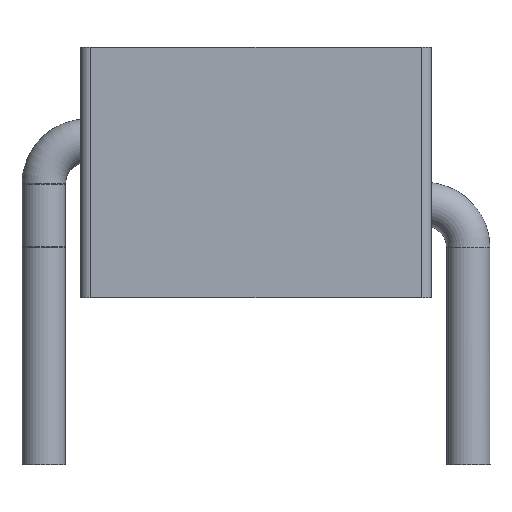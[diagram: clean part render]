
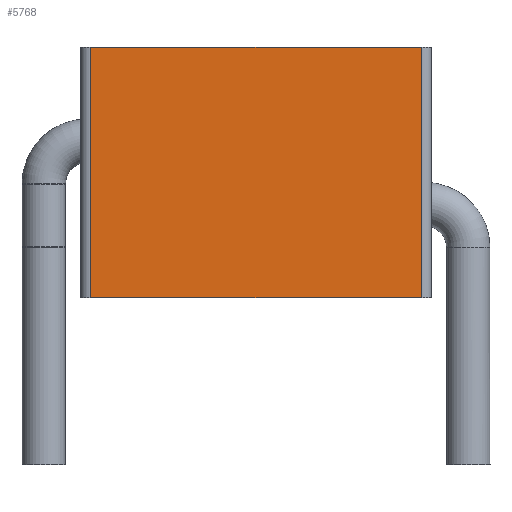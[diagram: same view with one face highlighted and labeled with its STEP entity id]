
A CAD part, front view. The second image highlights one B-rep face of the part: STEP entity #5768.
In plain terms, the highlighted planar face has unit normal (0, -1, 0).
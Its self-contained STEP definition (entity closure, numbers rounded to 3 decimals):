
#63=LINE('',#8562,#428);
#104=LINE('',#8658,#469);
#108=LINE('',#8667,#473);
#109=LINE('',#8669,#474);
#428=VECTOR('',#6289,1000.);
#469=VECTOR('',#6370,1000.);
#473=VECTOR('',#6382,1000.);
#474=VECTOR('',#6385,1000.);
#1366=ORIENTED_EDGE('',*,*,#2508,.T.);
#1367=ORIENTED_EDGE('',*,*,#2502,.T.);
#1368=ORIENTED_EDGE('',*,*,#2507,.T.);
#1369=ORIENTED_EDGE('',*,*,#2455,.T.);
#2455=EDGE_CURVE('',#3059,#3058,#63,.T.);
#2502=EDGE_CURVE('',#3094,#3093,#104,.T.);
#2507=EDGE_CURVE('',#3093,#3059,#108,.T.);
#2508=EDGE_CURVE('',#3058,#3094,#109,.F.);
#3058=VERTEX_POINT('',#8561);
#3059=VERTEX_POINT('',#8563);
#3093=VERTEX_POINT('',#8657);
#3094=VERTEX_POINT('',#8659);
#3372=EDGE_LOOP('',(#1366,#1367,#1368,#1369));
#3649=FACE_BOUND('',#3372,.T.);
#3880=PLANE('',#6038);
#5768=ADVANCED_FACE('',(#3649),#3880,.T.);
#6038=AXIS2_PLACEMENT_3D('',#8668,#6383,#6384);
#6289=DIRECTION('',(-1.,0.,0.));
#6370=DIRECTION('',(1.,0.,0.));
#6382=DIRECTION('',(0.,0.,1.));
#6383=DIRECTION('',(0.,-1.,0.));
#6384=DIRECTION('',(0.,0.,-1.));
#6385=DIRECTION('',(0.,0.,1.));
#8561=CARTESIAN_POINT('',(-4.95,-5.25,6.));
#8562=CARTESIAN_POINT('',(5.25,-5.25,6.));
#8563=CARTESIAN_POINT('',(4.95,-5.25,6.));
#8657=CARTESIAN_POINT('',(4.95,-5.25,-1.5));
#8658=CARTESIAN_POINT('',(-5.25,-5.25,-1.5));
#8659=CARTESIAN_POINT('',(-4.95,-5.25,-1.5));
#8667=CARTESIAN_POINT('',(4.95,-5.25,2.2));
#8668=CARTESIAN_POINT('',(-5.25,-5.25,0.));
#8669=CARTESIAN_POINT('',(-4.95,-5.25,-1.5));
